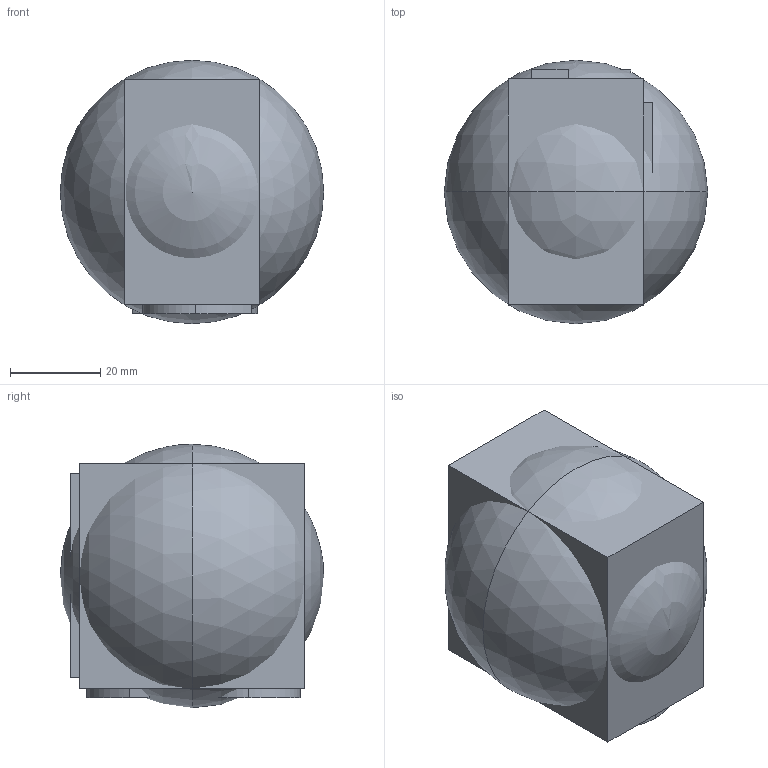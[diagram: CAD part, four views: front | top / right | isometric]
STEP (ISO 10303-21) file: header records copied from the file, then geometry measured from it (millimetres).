
FILE_DESCRIPTION (( 'STEP AP203' ), '1' );
FILE_NAME ('sfl_logo.STEP', '2022-02-15T09:55:15', ( '' ), ( '' ), 'SwSTEP 2.0', 'SolidWorks 2020', '' );
FILE_SCHEMA (( 'CONFIG_CONTROL_DESIGN' ));
Length unit declared in the file: millimetre
Products named in the file (1): sfl_logo
Bounding box: 58.31 x 58.31 x 58.31 mm (x, y, z)
Volume: 182255.6 mm3; surface area: 26076.7 mm2
Topology: 5 solids, 5 shells, 46 faces, 115 edges, 77 vertices
Faces by surface type: plane 30, bspline 14, sphere 2
Entity records: 1985 total; most frequent: CARTESIAN_POINT 933, ORIENTED_EDGE 220, DIRECTION 150, EDGE_CURVE 110, LINE 80, VECTOR 80, VERTEX_POINT 74, ADVANCED_FACE 46
